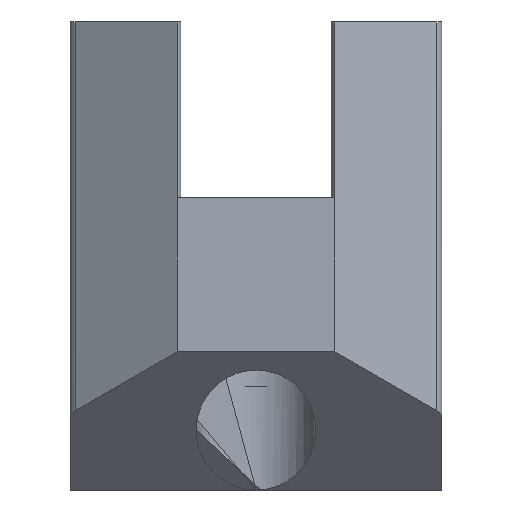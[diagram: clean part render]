
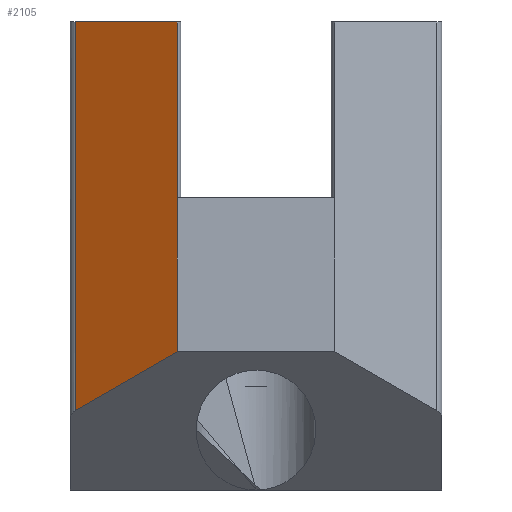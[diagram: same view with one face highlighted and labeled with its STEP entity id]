
A CAD part, front view. The second image highlights one B-rep face of the part: STEP entity #2105.
In plain terms, the highlighted planar face has unit normal (-0.5, -0.866, 0).
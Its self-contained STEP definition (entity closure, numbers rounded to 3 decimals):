
#167 = PLANE('',#168);
#168 = AXIS2_PLACEMENT_3D('',#169,#170,#171);
#169 = CARTESIAN_POINT('',(-21.511,-0.877,17.65));
#170 = DIRECTION('',(0.,0.,1.));
#171 = DIRECTION('',(-1.,-0.,0.));
#195 = CYLINDRICAL_SURFACE('',#196,0.5);
#196 = AXIS2_PLACEMENT_3D('',#197,#198,#199);
#197 = CARTESIAN_POINT('',(-13.65,-12.706,
    27.647));
#198 = DIRECTION('',(0.,0.,-1.));
#199 = DIRECTION('',(1.,0.,0.));
#991 = PLANE('',#992);
#992 = AXIS2_PLACEMENT_3D('',#993,#994,#995);
#993 = CARTESIAN_POINT('',(-18.511,-5.688,
    -5.688));
#994 = DIRECTION('',(0.,-0.707,-0.707));
#995 = DIRECTION('',(0.,0.707,-0.707));
#1197 = CYLINDRICAL_SURFACE('',#1198,0.5);
#1198 = AXIS2_PLACEMENT_3D('',#1199,#1200,#1201);
#1199 = CARTESIAN_POINT('',(-18.011,-9.788,-4.));
#1200 = DIRECTION('',(0.,0.,-1.));
#1201 = DIRECTION('',(1.,0.,0.));
#1999 = EDGE_CURVE('',#2000,#2002,#2004,.T.);
#2000 = VERTEX_POINT('',#2001);
#2001 = CARTESIAN_POINT('',(-13.314,-13.077,9.15));
#2002 = VERTEX_POINT('',#2003);
#2003 = CARTESIAN_POINT('',(-13.314,-13.077,1.7));
#2004 = SURFACE_CURVE('',#2005,(#2009,#2021),.PCURVE_S1.);
#2005 = LINE('',#2006,#2007);
#2006 = CARTESIAN_POINT('',(-13.314,-13.077,3.));
#2007 = VECTOR('',#2008,1.);
#2008 = DIRECTION('',(0.,0.,-1.));
#2009 = PCURVE('',#2010,#2015);
#2010 = PLANE('',#2011);
#2011 = AXIS2_PLACEMENT_3D('',#2012,#2013,#2014);
#2012 = CARTESIAN_POINT('',(0.,-13.077,
    27.647));
#2013 = DIRECTION('',(0.,-1.,0.));
#2014 = DIRECTION('',(-1.,0.,0.));
#2015 = DEFINITIONAL_REPRESENTATION('',(#2016),#2020);
#2016 = LINE('',#2017,#2018);
#2017 = CARTESIAN_POINT('',(13.314,24.647));
#2018 = VECTOR('',#2019,1.);
#2019 = DIRECTION('',(0.,1.));
#2020 = ( GEOMETRIC_REPRESENTATION_CONTEXT(2) 
PARAMETRIC_REPRESENTATION_CONTEXT() REPRESENTATION_CONTEXT('2D SPACE',''
  ) );
#2021 = PCURVE('',#2022,#2027);
#2022 = PLANE('',#2023);
#2023 = AXIS2_PLACEMENT_3D('',#2024,#2025,#2026);
#2024 = CARTESIAN_POINT('',(-13.314,-13.077,
    27.647));
#2025 = DIRECTION('',(-0.5,-0.866,0.));
#2026 = DIRECTION('',(0.,0.,1.));
#2027 = DEFINITIONAL_REPRESENTATION('',(#2028),#2032);
#2028 = LINE('',#2029,#2030);
#2029 = CARTESIAN_POINT('',(-24.647,0.));
#2030 = VECTOR('',#2031,1.);
#2031 = DIRECTION('',(-1.,-0.));
#2032 = ( GEOMETRIC_REPRESENTATION_CONTEXT(2) 
PARAMETRIC_REPRESENTATION_CONTEXT() REPRESENTATION_CONTEXT('2D SPACE',''
  ) );
#2105 = ADVANCED_FACE('',(#2106),#2022,.T.);
#2106 = FACE_BOUND('',#2107,.T.);
#2107 = EDGE_LOOP('',(#2108,#2133,#2154,#2155,#2178));
#2108 = ORIENTED_EDGE('',*,*,#2109,.T.);
#2109 = EDGE_CURVE('',#2110,#2112,#2114,.T.);
#2110 = VERTEX_POINT('',#2111);
#2111 = CARTESIAN_POINT('',(-18.261,-10.221,17.65));
#2112 = VERTEX_POINT('',#2113);
#2113 = CARTESIAN_POINT('',(-18.261,-10.221,
    -1.156));
#2114 = SURFACE_CURVE('',#2115,(#2119,#2126),.PCURVE_S1.);
#2115 = LINE('',#2116,#2117);
#2116 = CARTESIAN_POINT('',(-18.261,-10.221,
    0.));
#2117 = VECTOR('',#2118,1.);
#2118 = DIRECTION('',(0.,0.,-1.));
#2119 = PCURVE('',#2022,#2120);
#2120 = DEFINITIONAL_REPRESENTATION('',(#2121),#2125);
#2121 = LINE('',#2122,#2123);
#2122 = CARTESIAN_POINT('',(-27.647,5.711));
#2123 = VECTOR('',#2124,1.);
#2124 = DIRECTION('',(-1.,0.));
#2125 = ( GEOMETRIC_REPRESENTATION_CONTEXT(2) 
PARAMETRIC_REPRESENTATION_CONTEXT() REPRESENTATION_CONTEXT('2D SPACE',''
  ) );
#2126 = PCURVE('',#1197,#2127);
#2127 = DEFINITIONAL_REPRESENTATION('',(#2128),#2132);
#2128 = LINE('',#2129,#2130);
#2129 = CARTESIAN_POINT('',(2.094,-4.));
#2130 = VECTOR('',#2131,1.);
#2131 = DIRECTION('',(0.,1.));
#2132 = ( GEOMETRIC_REPRESENTATION_CONTEXT(2) 
PARAMETRIC_REPRESENTATION_CONTEXT() REPRESENTATION_CONTEXT('2D SPACE',''
  ) );
#2133 = ORIENTED_EDGE('',*,*,#2134,.T.);
#2134 = EDGE_CURVE('',#2112,#2002,#2135,.T.);
#2135 = SURFACE_CURVE('',#2136,(#2140,#2147),.PCURVE_S1.);
#2136 = LINE('',#2137,#2138);
#2137 = CARTESIAN_POINT('',(-4.326,-18.266,
    6.889));
#2138 = VECTOR('',#2139,1.);
#2139 = DIRECTION('',(0.775,-0.447,0.447));
#2140 = PCURVE('',#2022,#2141);
#2141 = DEFINITIONAL_REPRESENTATION('',(#2142),#2146);
#2142 = LINE('',#2143,#2144);
#2143 = CARTESIAN_POINT('',(-20.757,-10.379));
#2144 = VECTOR('',#2145,1.);
#2145 = DIRECTION('',(0.447,-0.894));
#2146 = ( GEOMETRIC_REPRESENTATION_CONTEXT(2) 
PARAMETRIC_REPRESENTATION_CONTEXT() REPRESENTATION_CONTEXT('2D SPACE',''
  ) );
#2147 = PCURVE('',#991,#2148);
#2148 = DEFINITIONAL_REPRESENTATION('',(#2149),#2153);
#2149 = LINE('',#2150,#2151);
#2150 = CARTESIAN_POINT('',(-17.787,14.184));
#2151 = VECTOR('',#2152,1.);
#2152 = DIRECTION('',(-0.632,0.775));
#2153 = ( GEOMETRIC_REPRESENTATION_CONTEXT(2) 
PARAMETRIC_REPRESENTATION_CONTEXT() REPRESENTATION_CONTEXT('2D SPACE',''
  ) );
#2154 = ORIENTED_EDGE('',*,*,#1999,.F.);
#2155 = ORIENTED_EDGE('',*,*,#2156,.F.);
#2156 = EDGE_CURVE('',#2157,#2000,#2159,.T.);
#2157 = VERTEX_POINT('',#2158);
#2158 = CARTESIAN_POINT('',(-13.314,-13.077,17.65));
#2159 = SURFACE_CURVE('',#2160,(#2164,#2171),.PCURVE_S1.);
#2160 = LINE('',#2161,#2162);
#2161 = CARTESIAN_POINT('',(-13.314,-13.077,3.));
#2162 = VECTOR('',#2163,1.);
#2163 = DIRECTION('',(0.,0.,-1.));
#2164 = PCURVE('',#2022,#2165);
#2165 = DEFINITIONAL_REPRESENTATION('',(#2166),#2170);
#2166 = LINE('',#2167,#2168);
#2167 = CARTESIAN_POINT('',(-24.647,0.));
#2168 = VECTOR('',#2169,1.);
#2169 = DIRECTION('',(-1.,-0.));
#2170 = ( GEOMETRIC_REPRESENTATION_CONTEXT(2) 
PARAMETRIC_REPRESENTATION_CONTEXT() REPRESENTATION_CONTEXT('2D SPACE',''
  ) );
#2171 = PCURVE('',#195,#2172);
#2172 = DEFINITIONAL_REPRESENTATION('',(#2173),#2177);
#2173 = LINE('',#2174,#2175);
#2174 = CARTESIAN_POINT('',(0.834,24.647));
#2175 = VECTOR('',#2176,1.);
#2176 = DIRECTION('',(0.,1.));
#2177 = ( GEOMETRIC_REPRESENTATION_CONTEXT(2) 
PARAMETRIC_REPRESENTATION_CONTEXT() REPRESENTATION_CONTEXT('2D SPACE',''
  ) );
#2178 = ORIENTED_EDGE('',*,*,#2179,.F.);
#2179 = EDGE_CURVE('',#2110,#2157,#2180,.T.);
#2180 = SURFACE_CURVE('',#2181,(#2185,#2192),.PCURVE_S1.);
#2181 = LINE('',#2182,#2183);
#2182 = CARTESIAN_POINT('',(-24.744,-6.478,17.65));
#2183 = VECTOR('',#2184,1.);
#2184 = DIRECTION('',(0.866,-0.5,0.));
#2185 = PCURVE('',#2022,#2186);
#2186 = DEFINITIONAL_REPRESENTATION('',(#2187),#2191);
#2187 = LINE('',#2188,#2189);
#2188 = CARTESIAN_POINT('',(-9.997,13.198));
#2189 = VECTOR('',#2190,1.);
#2190 = DIRECTION('',(0.,-1.));
#2191 = ( GEOMETRIC_REPRESENTATION_CONTEXT(2) 
PARAMETRIC_REPRESENTATION_CONTEXT() REPRESENTATION_CONTEXT('2D SPACE',''
  ) );
#2192 = PCURVE('',#167,#2193);
#2193 = DEFINITIONAL_REPRESENTATION('',(#2194),#2198);
#2194 = LINE('',#2195,#2196);
#2195 = CARTESIAN_POINT('',(3.234,5.601));
#2196 = VECTOR('',#2197,1.);
#2197 = DIRECTION('',(-0.866,0.5));
#2198 = ( GEOMETRIC_REPRESENTATION_CONTEXT(2) 
PARAMETRIC_REPRESENTATION_CONTEXT() REPRESENTATION_CONTEXT('2D SPACE',''
  ) );
